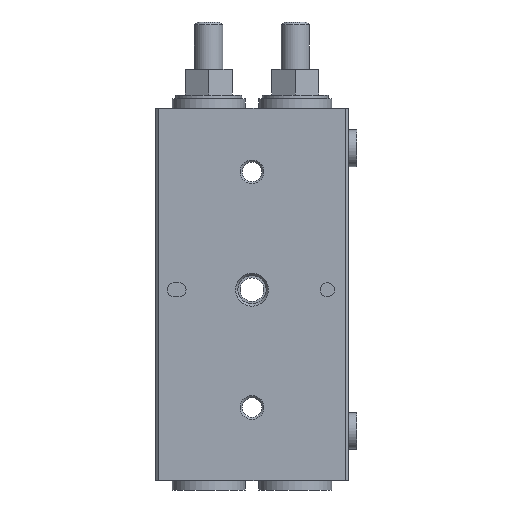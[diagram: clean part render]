
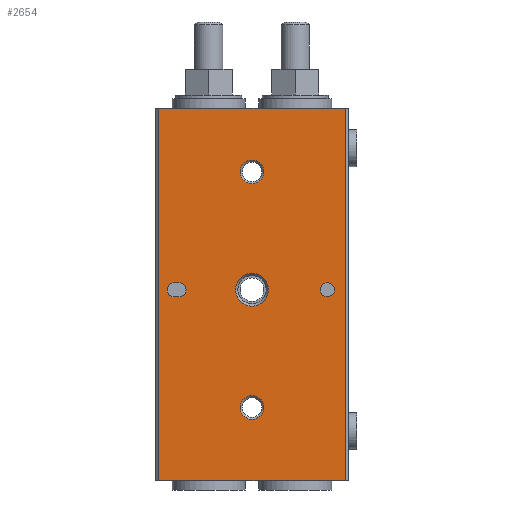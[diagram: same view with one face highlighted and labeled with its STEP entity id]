
A CAD part, front view. The second image highlights one B-rep face of the part: STEP entity #2654.
In plain terms, the highlighted planar face has unit normal (0, -1, 0).
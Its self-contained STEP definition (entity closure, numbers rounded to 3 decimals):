
#84=LINE('',#4151,#252);
#86=LINE('',#4159,#254);
#87=LINE('',#4164,#255);
#88=LINE('',#4171,#256);
#89=LINE('',#4173,#257);
#90=LINE('',#4175,#258);
#252=VECTOR('',#3275,1000.);
#254=VECTOR('',#3283,1000.);
#255=VECTOR('',#3286,1000.);
#256=VECTOR('',#3293,1000.);
#257=VECTOR('',#3294,1000.);
#258=VECTOR('',#3295,1000.);
#412=PLANE('',#2888);
#535=ORIENTED_EDGE('',*,*,#1178,.T.);
#536=ORIENTED_EDGE('',*,*,#1179,.T.);
#537=ORIENTED_EDGE('',*,*,#1180,.T.);
#538=ORIENTED_EDGE('',*,*,#1181,.T.);
#539=ORIENTED_EDGE('',*,*,#1182,.T.);
#540=ORIENTED_EDGE('',*,*,#1183,.T.);
#541=ORIENTED_EDGE('',*,*,#1184,.F.);
#542=ORIENTED_EDGE('',*,*,#1185,.F.);
#543=ORIENTED_EDGE('',*,*,#1186,.T.);
#544=ORIENTED_EDGE('',*,*,#1187,.F.);
#545=ORIENTED_EDGE('',*,*,#1188,.F.);
#546=ORIENTED_EDGE('',*,*,#1176,.T.);
#1176=EDGE_CURVE('',#1496,#1495,#84,.T.);
#1178=EDGE_CURVE('',#1497,#1497,#1749,.T.);
#1179=EDGE_CURVE('',#1498,#1498,#1750,.T.);
#1180=EDGE_CURVE('',#1499,#1500,#86,.T.);
#1181=EDGE_CURVE('',#1500,#1501,#1751,.T.);
#1182=EDGE_CURVE('',#1501,#1502,#87,.T.);
#1183=EDGE_CURVE('',#1502,#1499,#1752,.T.);
#1184=EDGE_CURVE('',#1503,#1503,#1753,.T.);
#1185=EDGE_CURVE('',#1504,#1504,#1754,.T.);
#1186=EDGE_CURVE('',#1495,#1505,#88,.T.);
#1187=EDGE_CURVE('',#1506,#1505,#89,.T.);
#1188=EDGE_CURVE('',#1496,#1506,#90,.T.);
#1495=VERTEX_POINT('',#4150);
#1496=VERTEX_POINT('',#4152);
#1497=VERTEX_POINT('',#4156);
#1498=VERTEX_POINT('',#4158);
#1499=VERTEX_POINT('',#4160);
#1500=VERTEX_POINT('',#4161);
#1501=VERTEX_POINT('',#4163);
#1502=VERTEX_POINT('',#4165);
#1503=VERTEX_POINT('',#4168);
#1504=VERTEX_POINT('',#4170);
#1505=VERTEX_POINT('',#4172);
#1506=VERTEX_POINT('',#4174);
#1749=CIRCLE('',#2889,1.5);
#1750=CIRCLE('',#2890,3.5);
#1751=CIRCLE('',#2891,1.5);
#1752=CIRCLE('',#2892,1.5);
#1753=CIRCLE('',#2893,2.5);
#1754=CIRCLE('',#2894,2.5);
#1905=EDGE_LOOP('',(#535));
#1906=EDGE_LOOP('',(#536));
#1907=EDGE_LOOP('',(#537,#538,#539,#540));
#1908=EDGE_LOOP('',(#541));
#1909=EDGE_LOOP('',(#542));
#1910=EDGE_LOOP('',(#543,#544,#545,#546));
#2253=FACE_BOUND('',#1905,.T.);
#2254=FACE_BOUND('',#1906,.T.);
#2255=FACE_BOUND('',#1907,.T.);
#2256=FACE_BOUND('',#1908,.T.);
#2257=FACE_BOUND('',#1909,.T.);
#2258=FACE_BOUND('',#1910,.T.);
#2654=ADVANCED_FACE('',(#2253,#2254,#2255,#2256,#2257,#2258),#412,.F.);
#2888=AXIS2_PLACEMENT_3D('',#4154,#3277,#3278);
#2889=AXIS2_PLACEMENT_3D('',#4155,#3279,#3280);
#2890=AXIS2_PLACEMENT_3D('',#4157,#3281,#3282);
#2891=AXIS2_PLACEMENT_3D('',#4162,#3284,#3285);
#2892=AXIS2_PLACEMENT_3D('',#4166,#3287,#3288);
#2893=AXIS2_PLACEMENT_3D('',#4167,#3289,#3290);
#2894=AXIS2_PLACEMENT_3D('',#4169,#3291,#3292);
#3275=DIRECTION('',(0.,0.,-1.));
#3277=DIRECTION('',(0.,1.,0.));
#3278=DIRECTION('',(0.,0.,1.));
#3279=DIRECTION('',(0.,1.,0.));
#3280=DIRECTION('',(1.,0.,0.));
#3281=DIRECTION('',(0.,1.,0.));
#3282=DIRECTION('',(-1.,0.,0.));
#3283=DIRECTION('',(-1.,0.,0.));
#3284=DIRECTION('',(0.,1.,0.));
#3285=DIRECTION('',(1.,0.,0.));
#3286=DIRECTION('',(1.,0.,0.));
#3287=DIRECTION('',(0.,1.,0.));
#3288=DIRECTION('',(1.,0.,0.));
#3289=DIRECTION('',(0.,-1.,0.));
#3290=DIRECTION('',(0.,0.,-1.));
#3291=DIRECTION('',(0.,-1.,0.));
#3292=DIRECTION('',(0.,0.,-1.));
#3293=DIRECTION('',(1.,0.,0.));
#3294=DIRECTION('',(0.,0.,-1.));
#3295=DIRECTION('',(1.,0.,0.));
#4150=CARTESIAN_POINT('',(-19.793,-12.2,-40.5));
#4151=CARTESIAN_POINT('',(-19.793,-12.2,38.5));
#4152=CARTESIAN_POINT('',(-19.793,-12.2,38.5));
#4154=CARTESIAN_POINT('',(-19.793,-12.2,38.5));
#4155=CARTESIAN_POINT('',(16.,-12.2,0.));
#4156=CARTESIAN_POINT('',(17.5,-12.2,0.));
#4157=CARTESIAN_POINT('',(0.,-12.2,0.));
#4158=CARTESIAN_POINT('',(-3.5,-12.2,0.));
#4159=CARTESIAN_POINT('',(-15.5,-12.2,-1.5));
#4160=CARTESIAN_POINT('',(-15.5,-12.2,-1.5));
#4161=CARTESIAN_POINT('',(-16.5,-12.2,-1.5));
#4162=CARTESIAN_POINT('',(-16.5,-12.2,0.));
#4163=CARTESIAN_POINT('',(-16.5,-12.2,1.5));
#4164=CARTESIAN_POINT('',(-16.5,-12.2,1.5));
#4165=CARTESIAN_POINT('',(-15.5,-12.2,1.5));
#4166=CARTESIAN_POINT('',(-15.5,-12.2,0.));
#4167=CARTESIAN_POINT('',(0.,-12.2,25.));
#4168=CARTESIAN_POINT('',(0.,-12.2,22.5));
#4169=CARTESIAN_POINT('',(0.,-12.2,-25.));
#4170=CARTESIAN_POINT('',(0.,-12.2,-27.5));
#4171=CARTESIAN_POINT('',(-19.793,-12.2,-40.5));
#4172=CARTESIAN_POINT('',(19.793,-12.2,-40.5));
#4173=CARTESIAN_POINT('',(19.793,-12.2,38.5));
#4174=CARTESIAN_POINT('',(19.793,-12.2,38.5));
#4175=CARTESIAN_POINT('',(-19.793,-12.2,38.5));
